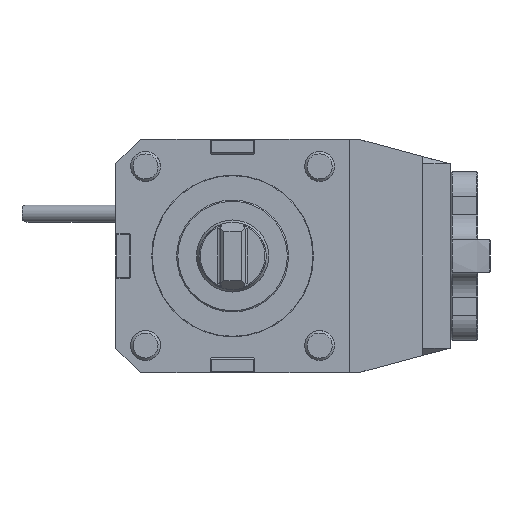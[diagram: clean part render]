
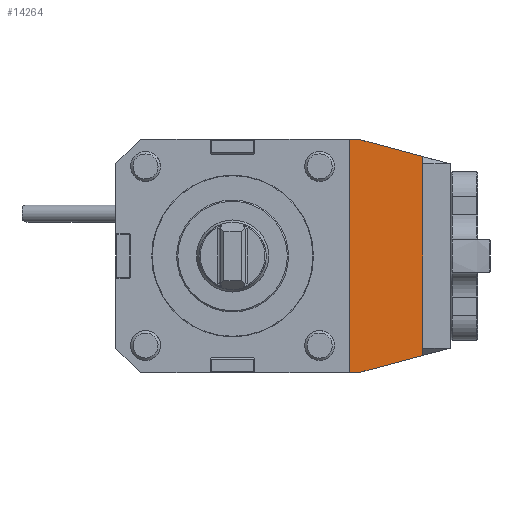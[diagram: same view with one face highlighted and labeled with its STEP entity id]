
A CAD part, front view. The second image highlights one B-rep face of the part: STEP entity #14264.
In plain terms, the highlighted planar face has unit normal (0, -1, 0).
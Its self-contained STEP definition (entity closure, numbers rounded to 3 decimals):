
#709 = DIRECTION ( 'NONE',  ( -0.966, 0., -0.259 ) ) ;
#1279 = CARTESIAN_POINT ( 'NONE',  ( 76.5, 81.5, -40. ) ) ;
#1531 = CARTESIAN_POINT ( 'NONE',  ( 50.376, 81.5, 47. ) ) ;
#1586 = CARTESIAN_POINT ( 'NONE',  ( 47., 81.5, 47. ) ) ;
#2136 = CARTESIAN_POINT ( 'NONE',  ( 47., 81.5, 47. ) ) ;
#2942 = FACE_OUTER_BOUND ( 'NONE', #25607, .T. ) ;
#3075 = ORIENTED_EDGE ( 'NONE', *, *, #19031, .T. ) ;
#3696 = VECTOR ( 'NONE', #10891, 1000. ) ;
#3727 = VECTOR ( 'NONE', #29103, 1000. ) ;
#3764 = EDGE_CURVE ( 'NONE', #16908, #13380, #20080, .T. ) ;
#3890 = VERTEX_POINT ( 'NONE', #5039 ) ;
#4078 = LINE ( 'NONE', #29708, #9333 ) ;
#4771 = DIRECTION ( 'NONE',  ( 0., -1., 0. ) ) ;
#5039 = CARTESIAN_POINT ( 'NONE',  ( 50.376, 81.5, -47. ) ) ;
#5573 = CARTESIAN_POINT ( 'NONE',  ( 76.5, 81.5, -40. ) ) ;
#6145 = EDGE_CURVE ( 'NONE', #24533, #3890, #4078, .T. ) ;
#6845 = VECTOR ( 'NONE', #24353, 1000. ) ;
#7097 = ORIENTED_EDGE ( 'NONE', *, *, #3764, .F. ) ;
#8139 = VECTOR ( 'NONE', #709, 1000. ) ;
#8951 = VERTEX_POINT ( 'NONE', #1279 ) ;
#9283 = EDGE_CURVE ( 'NONE', #8951, #3890, #17107, .T. ) ;
#9333 = VECTOR ( 'NONE', #13422, 1000. ) ;
#9397 = VECTOR ( 'NONE', #27732, 1000. ) ;
#10891 = DIRECTION ( 'NONE',  ( -1., 0., 0. ) ) ;
#12825 = CARTESIAN_POINT ( 'NONE',  ( 47., 81.5, 47. ) ) ;
#13380 = VERTEX_POINT ( 'NONE', #21941 ) ;
#13422 = DIRECTION ( 'NONE',  ( 1., 0., 0. ) ) ;
#13919 = ORIENTED_EDGE ( 'NONE', *, *, #14784, .T. ) ;
#14264 = ADVANCED_FACE ( 'Defeature completata1_51', ( #2942 ), #19019, .T. ) ;
#14505 = VERTEX_POINT ( 'NONE', #2136 ) ;
#14784 = EDGE_CURVE ( 'NONE', #14505, #24533, #22356, .T. ) ;
#15054 = CARTESIAN_POINT ( 'NONE',  ( 50.376, 81.5, 47. ) ) ;
#16908 = VERTEX_POINT ( 'NONE', #1531 ) ;
#17107 = LINE ( 'NONE', #5573, #8139 ) ;
#19019 = PLANE ( 'NONE',  #26192 ) ;
#19031 = EDGE_CURVE ( 'NONE', #8951, #13380, #23456, .T. ) ;
#20080 = LINE ( 'NONE', #15054, #6845 ) ;
#21481 = CARTESIAN_POINT ( 'NONE',  ( 0., 81.5, 0. ) ) ;
#21941 = CARTESIAN_POINT ( 'NONE',  ( 76.5, 81.5, 40. ) ) ;
#22356 = LINE ( 'NONE', #12825, #3727 ) ;
#22968 = CARTESIAN_POINT ( 'NONE',  ( 47., 81.5, -47. ) ) ;
#23456 = LINE ( 'NONE', #26026, #9397 ) ;
#23670 = ORIENTED_EDGE ( 'NONE', *, *, #26576, .T. ) ;
#23929 = DIRECTION ( 'NONE',  ( 0., 0., -1. ) ) ;
#24353 = DIRECTION ( 'NONE',  ( 0.966, 0., -0.259 ) ) ;
#24404 = LINE ( 'NONE', #1586, #3696 ) ;
#24533 = VERTEX_POINT ( 'NONE', #22968 ) ;
#25607 = EDGE_LOOP ( 'NONE', ( #3075, #7097, #23670, #13919, #30170, #29743 ) ) ;
#26026 = CARTESIAN_POINT ( 'NONE',  ( 76.5, 81.5, 47. ) ) ;
#26192 = AXIS2_PLACEMENT_3D ( 'NONE', #21481, #4771, #23929 ) ;
#26576 = EDGE_CURVE ( 'NONE', #16908, #14505, #24404, .T. ) ;
#27732 = DIRECTION ( 'NONE',  ( 0., 0., 1. ) ) ;
#29103 = DIRECTION ( 'NONE',  ( 0., 0., -1. ) ) ;
#29708 = CARTESIAN_POINT ( 'NONE',  ( 47., 81.5, -47. ) ) ;
#29743 = ORIENTED_EDGE ( 'NONE', *, *, #9283, .F. ) ;
#30170 = ORIENTED_EDGE ( 'NONE', *, *, #6145, .T. ) ;
